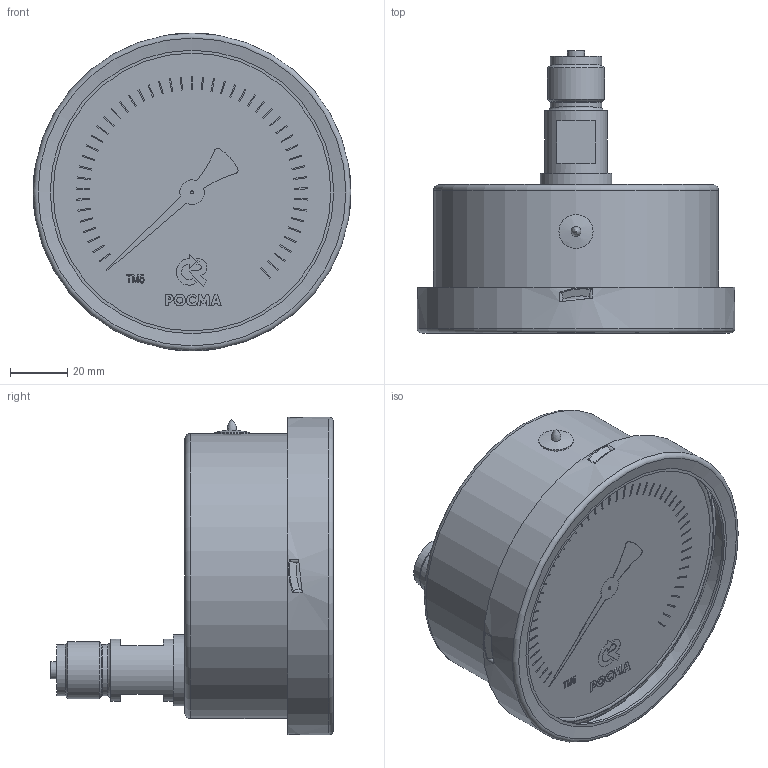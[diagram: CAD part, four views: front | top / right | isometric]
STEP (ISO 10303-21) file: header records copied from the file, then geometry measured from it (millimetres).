
FILE_DESCRIPTION(/* description */ ('ТМ-521ТЭ'),/* implementation_level */ '2;1');
FILE_NAME(/* name */ 'ТМ-521ТЭ.stp',/* time_stamp */ '2023-07-11T11:20:55+03:00',/* author */ ('Tech'),/* organization */ (''),/* preprocessor_version */ 'ST-DEVELOPER v18.1',/* originating_system */ 'Autodesk Inventor 2021',/* authorisation */ '');
FILE_SCHEMA (('AUTOMOTIVE_DESIGN { 1 0 10303 214 3 1 1 }'));
Length unit declared in the file: millimetre
Products named in the file (1): ТМ-521ТЭ
Bounding box: 111.4 x 99 x 111.4 mm (x, y, z)
Volume: 411101.6 mm3; surface area: 71074.3 mm2
Topology: 4 solids, 4 shells, 494 faces, 1261 edges, 845 vertices
Faces by surface type: plane 393, cylinder 52, cone 21, bspline 17, torus 10, sphere 1
Full cylindrical faces by diameter (mm): 0.99 x1, 2.093 x1, 4.143 x1, 4.2 x1, 6 x1, 8 x1, 10 x1, 12 x1, 18 x2, 20 x1, 21.8 x1, 25 x1, 97.4 x1, 99.942 x2, 109.4 x1, 111.4 x1
Entity records: 16265 total; most frequent: CARTESIAN_POINT 4134, ORIENTED_EDGE 2520, DIRECTION 2397, EDGE_CURVE 1260, LINE 939, VECTOR 939, VERTEX_POINT 845, AXIS2_PLACEMENT_3D 729
